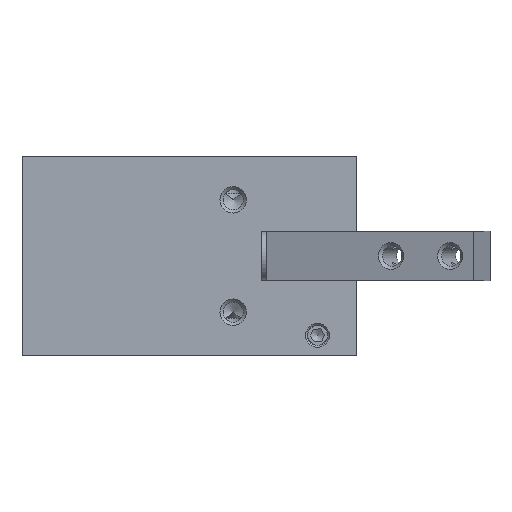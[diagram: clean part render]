
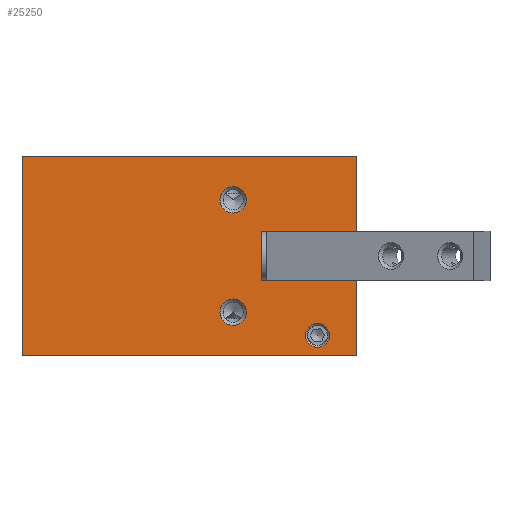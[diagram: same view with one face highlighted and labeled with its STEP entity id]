
A CAD part, left-side view. The second image highlights one B-rep face of the part: STEP entity #25250.
In plain terms, the highlighted planar face has unit normal (-1, 0, 0).
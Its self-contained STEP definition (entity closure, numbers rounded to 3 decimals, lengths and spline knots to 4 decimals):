
#415=CIRCLE($,#26092,0.1921);
#416=CIRCLE($,#26094,0.2121);
#417=CIRCLE($,#26095,0.2121);
#700=FACE_BOUND($,#4175,.T.);
#701=FACE_BOUND($,#4176,.T.);
#702=FACE_BOUND($,#4177,.T.);
#1223=PLANE($,#26093);
#2558=FACE_OUTER_BOUND($,#4174,.T.);
#4174=EDGE_LOOP($,(#22824,#22825,#22826,#22827,#22828,#22829,#22830,#22831,
#22832,#22833));
#4175=EDGE_LOOP($,(#22834));
#4176=EDGE_LOOP($,(#22835));
#4177=EDGE_LOOP($,(#22836));
#5010=LINE($,#33881,#6825);
#5410=LINE($,#39993,#7225);
#6029=LINE($,#49467,#7844);
#6036=LINE($,#49487,#7851);
#6081=LINE($,#49798,#7896);
#6101=LINE($,#49839,#7916);
#6170=LINE($,#50610,#7985);
#6171=LINE($,#50611,#7986);
#6172=LINE($,#50612,#7987);
#6173=LINE($,#50613,#7988);
#6825=VECTOR($,#27332,5.35);
#7225=VECTOR($,#27920,5.35);
#7844=VECTOR($,#28815,0.2597);
#7851=VECTOR($,#28830,0.2597);
#7896=VECTOR($,#28973,1.2603);
#7916=VECTOR($,#28999,1.2603);
#7985=VECTOR($,#29552,0.785);
#7986=VECTOR($,#29553,1.2075);
#7987=VECTOR($,#29554,3.2);
#7988=VECTOR($,#29555,1.2075);
#10183=VERTEX_POINT($,#33878);
#10184=VERTEX_POINT($,#33880);
#11078=VERTEX_POINT($,#39986);
#11081=VERTEX_POINT($,#39991);
#11731=VERTEX_POINT($,#49463);
#11733=VERTEX_POINT($,#49466);
#11741=VERTEX_POINT($,#49485);
#11742=VERTEX_POINT($,#49486);
#11791=VERTEX_POINT($,#49797);
#11809=VERTEX_POINT($,#49837);
#11973=VERTEX_POINT($,#50607);
#11974=VERTEX_POINT($,#50614);
#11975=VERTEX_POINT($,#50616);
#12966=EDGE_CURVE($,#10183,#10184,#5010,.T.);
#14067=EDGE_CURVE($,#11081,#11078,#5410,.T.);
#15319=EDGE_CURVE($,#11733,#11731,#6029,.T.);
#15328=EDGE_CURVE($,#11741,#11742,#6036,.T.);
#15396=EDGE_CURVE($,#11791,#11733,#6081,.T.);
#15417=EDGE_CURVE($,#11742,#11809,#6101,.T.);
#15621=EDGE_CURVE($,#11973,#11973,#415,.T.);
#15622=EDGE_CURVE($,#11809,#11791,#6170,.T.);
#15623=EDGE_CURVE($,#11731,#10184,#6171,.T.);
#15624=EDGE_CURVE($,#10183,#11078,#6172,.T.);
#15625=EDGE_CURVE($,#11081,#11741,#6173,.T.);
#15626=EDGE_CURVE($,#11974,#11974,#416,.T.);
#15627=EDGE_CURVE($,#11975,#11975,#417,.T.);
#22824=ORIENTED_EDGE($,*,*,#15328,.T.);
#22825=ORIENTED_EDGE($,*,*,#15417,.T.);
#22826=ORIENTED_EDGE($,*,*,#15622,.T.);
#22827=ORIENTED_EDGE($,*,*,#15396,.T.);
#22828=ORIENTED_EDGE($,*,*,#15319,.T.);
#22829=ORIENTED_EDGE($,*,*,#15623,.T.);
#22830=ORIENTED_EDGE($,*,*,#12966,.F.);
#22831=ORIENTED_EDGE($,*,*,#15624,.T.);
#22832=ORIENTED_EDGE($,*,*,#14067,.F.);
#22833=ORIENTED_EDGE($,*,*,#15625,.T.);
#22834=ORIENTED_EDGE($,*,*,#15626,.F.);
#22835=ORIENTED_EDGE($,*,*,#15627,.F.);
#22836=ORIENTED_EDGE($,*,*,#15621,.F.);
#25250=ADVANCED_FACE($,(#2558,#700,#701,#702),#1223,.T.);
#26092=AXIS2_PLACEMENT_3D($,#50608,#29548,#29549);
#26093=AXIS2_PLACEMENT_3D($,#50609,#29550,#29551);
#26094=AXIS2_PLACEMENT_3D($,#50615,#29556,#29557);
#26095=AXIS2_PLACEMENT_3D($,#50617,#29558,#29559);
#27332=DIRECTION($,(0.,-1.,0.));
#27920=DIRECTION($,(0.,1.,0.));
#28815=DIRECTION($,(0.,-1.,0.));
#28830=DIRECTION($,(0.,1.,0.));
#28973=DIRECTION($,(0.,-1.,0.));
#28999=DIRECTION($,(0.,1.,0.));
#29548=DIRECTION('center_axis',(-1.,0.,0.));
#29549=DIRECTION('ref_axis',(0.,0.,-1.));
#29550=DIRECTION('center_axis',(-1.,0.,0.));
#29551=DIRECTION('ref_axis',(0.,0.,1.));
#29552=DIRECTION($,(0.,0.,1.));
#29553=DIRECTION($,(0.,0.,1.));
#29554=DIRECTION($,(0.,0.,-1.));
#29555=DIRECTION($,(0.,0.,1.));
#29556=DIRECTION('center_axis',(-1.,0.,0.));
#29557=DIRECTION('ref_axis',(0.,0.,-1.));
#29558=DIRECTION('center_axis',(-1.,0.,0.));
#29559=DIRECTION('ref_axis',(0.,0.,-1.));
#33878=CARTESIAN_POINT('',(-1.6,2.675,1.6));
#33880=CARTESIAN_POINT('',(-1.6,-2.675,1.6));
#33881=CARTESIAN_POINT($,(-1.6,2.675,1.6));
#39986=CARTESIAN_POINT('',(-1.6,2.675,-1.6));
#39991=CARTESIAN_POINT('',(-1.6,-2.675,-1.6));
#39993=CARTESIAN_POINT($,(-1.6,-2.675,-1.6));
#49463=CARTESIAN_POINT('',(-1.6,-2.675,0.3925));
#49466=CARTESIAN_POINT('',(-1.6,-2.4153,0.3925));
#49467=CARTESIAN_POINT($,(-1.6,-2.4153,0.3925));
#49485=CARTESIAN_POINT('',(-1.6,-2.675,-0.3925));
#49486=CARTESIAN_POINT('',(-1.6,-2.4153,-0.3925));
#49487=CARTESIAN_POINT($,(-1.6,-2.675,-0.3925));
#49797=CARTESIAN_POINT('',(-1.6,-1.155,0.3925));
#49798=CARTESIAN_POINT($,(-1.6,-1.155,0.3925));
#49837=CARTESIAN_POINT('',(-1.6,-1.155,-0.3925));
#49839=CARTESIAN_POINT($,(-1.6,-2.4153,-0.3925));
#50607=CARTESIAN_POINT('',(-1.6,-2.055,-1.0779));
#50608=CARTESIAN_POINT('Origin',(-1.6,-2.055,-1.27));
#50609=CARTESIAN_POINT('Origin',(-1.6,0.,1.6));
#50610=CARTESIAN_POINT($,(-1.6,-1.155,-0.3925));
#50611=CARTESIAN_POINT($,(-1.6,-2.675,0.3925));
#50612=CARTESIAN_POINT($,(-1.6,2.675,1.6));
#50613=CARTESIAN_POINT($,(-1.6,-2.675,-1.6));
#50614=CARTESIAN_POINT('',(-1.6,-0.705,1.1121));
#50615=CARTESIAN_POINT('Origin',(-1.6,-0.705,0.9));
#50616=CARTESIAN_POINT('',(-1.6,-0.705,-0.6879));
#50617=CARTESIAN_POINT('Origin',(-1.6,-0.705,-0.9));
